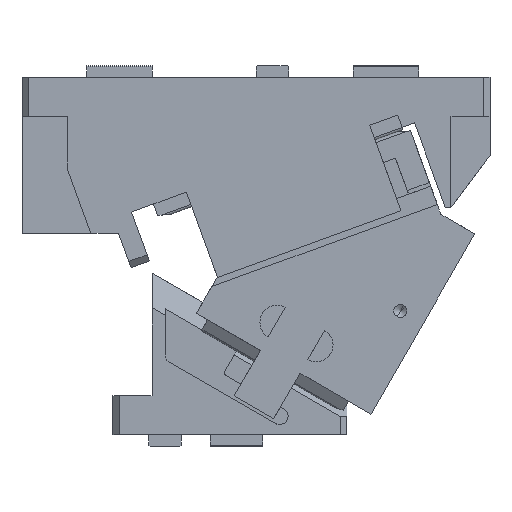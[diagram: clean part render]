
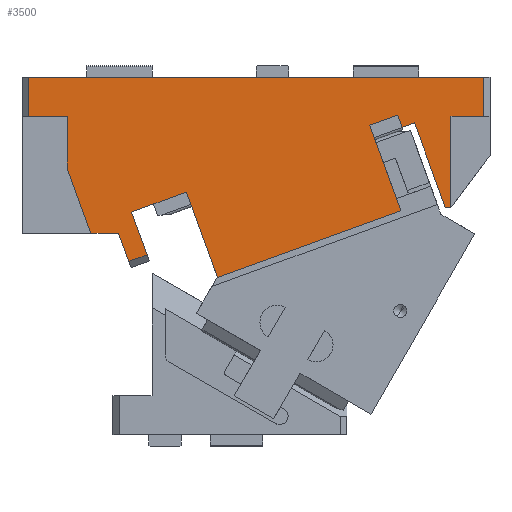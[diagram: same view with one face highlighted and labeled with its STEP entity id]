
A CAD part, front view. The second image highlights one B-rep face of the part: STEP entity #3500.
In plain terms, the highlighted planar face has unit normal (0, -1, 0).
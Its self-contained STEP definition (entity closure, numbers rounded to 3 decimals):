
#337=CARTESIAN_POINT('Vertex',(5.,-55.,0.)) ;
#340=CARTESIAN_POINT('Line Origine',(180.,-55.,0.)) ;
#344=CARTESIAN_POINT('Vertex',(355.,-55.,0.)) ;
#1437=CARTESIAN_POINT('Vertex',(35.,-55.,-70.654)) ;
#1440=CARTESIAN_POINT('Line Origine',(35.,-55.,-50.327)) ;
#1444=CARTESIAN_POINT('Vertex',(35.,-55.,-30.)) ;
#1468=CARTESIAN_POINT('Vertex',(5.,-55.,-30.)) ;
#1478=CARTESIAN_POINT('Line Origine',(20.,-55.,-30.)) ;
#1610=CARTESIAN_POINT('Line Origine',(5.,-55.,-15.)) ;
#2159=CARTESIAN_POINT('Line Origine',(355.,-55.,-15.)) ;
#2163=CARTESIAN_POINT('Vertex',(355.,-55.,-30.)) ;
#2194=CARTESIAN_POINT('Vertex',(330.,-55.,-100.)) ;
#2210=CARTESIAN_POINT('Vertex',(330.,-55.,-30.)) ;
#2213=CARTESIAN_POINT('Line Origine',(330.,-55.,-65.)) ;
#2673=CARTESIAN_POINT('Line Origine',(342.5,-55.,-30.)) ;
#2776=CARTESIAN_POINT('Line Origine',(327.78,-55.,-100.)) ;
#2780=CARTESIAN_POINT('Vertex',(325.56,-55.,-100.)) ;
#2808=CARTESIAN_POINT('Vertex',(301.936,-55.,-35.094)) ;
#2816=CARTESIAN_POINT('Line Origine',(313.748,-55.,-67.547)) ;
#2838=CARTESIAN_POINT('Line Origine',(297.237,-55.,-36.804)) ;
#2842=CARTESIAN_POINT('Vertex',(292.539,-55.,-38.514)) ;
#2859=CARTESIAN_POINT('Line Origine',(290.829,-55.,-33.816)) ;
#2863=CARTESIAN_POINT('Vertex',(289.119,-55.,-29.117)) ;
#2958=CARTESIAN_POINT('Vertex',(82.141,-55.,-141.697)) ;
#2961=CARTESIAN_POINT('Line Origine',(78.193,-55.,-130.849)) ;
#2965=CARTESIAN_POINT('Vertex',(74.244,-55.,-120.)) ;
#2998=CARTESIAN_POINT('Vertex',(96.236,-55.,-136.567)) ;
#3001=CARTESIAN_POINT('Line Origine',(89.189,-55.,-139.132)) ;
#3024=CARTESIAN_POINT('Vertex',(84.266,-55.,-103.678)) ;
#3027=CARTESIAN_POINT('Line Origine',(90.251,-55.,-120.122)) ;
#3051=CARTESIAN_POINT('Line Origine',(220.97,-55.,-128.414)) ;
#3055=CARTESIAN_POINT('Vertex',(291.447,-55.,-102.762)) ;
#3057=CARTESIAN_POINT('Vertex',(150.493,-55.,-154.065)) ;
#3135=CARTESIAN_POINT('Vertex',(267.506,-55.,-36.984)) ;
#3138=CARTESIAN_POINT('Line Origine',(279.477,-55.,-69.873)) ;
#3186=CARTESIAN_POINT('Line Origine',(138.523,-55.,-121.176)) ;
#3190=CARTESIAN_POINT('Vertex',(126.552,-55.,-88.287)) ;
#3421=CARTESIAN_POINT('Line Origine',(105.409,-55.,-95.982)) ;
#3436=CARTESIAN_POINT('Line Origine',(278.312,-55.,-33.05)) ;
#3460=CARTESIAN_POINT('Axis2P3D Location',(0.,-55.,0.)) ;
#3465=CARTESIAN_POINT('Line Origine',(43.98,-55.,-95.327)) ;
#3469=CARTESIAN_POINT('Vertex',(52.96,-55.,-120.)) ;
#3472=CARTESIAN_POINT('Line Origine',(63.602,-55.,-120.)) ;
#341=DIRECTION('Vector Direction',(1.,0.,0.)) ;
#1441=DIRECTION('Vector Direction',(0.,0.,-1.)) ;
#1479=DIRECTION('Vector Direction',(1.,0.,0.)) ;
#1611=DIRECTION('Vector Direction',(0.,0.,-1.)) ;
#2160=DIRECTION('Vector Direction',(0.,0.,-1.)) ;
#2214=DIRECTION('Vector Direction',(0.,0.,-1.)) ;
#2674=DIRECTION('Vector Direction',(-1.,0.,0.)) ;
#2777=DIRECTION('Vector Direction',(1.,0.,0.)) ;
#2817=DIRECTION('Vector Direction',(0.342,0.,-0.94)) ;
#2839=DIRECTION('Vector Direction',(0.94,0.,0.342)) ;
#2860=DIRECTION('Vector Direction',(0.342,0.,-0.94)) ;
#2962=DIRECTION('Vector Direction',(-0.342,0.,0.94)) ;
#3002=DIRECTION('Vector Direction',(0.94,0.,0.342)) ;
#3028=DIRECTION('Vector Direction',(-0.342,0.,0.94)) ;
#3052=DIRECTION('Vector Direction',(-0.94,0.,-0.342)) ;
#3139=DIRECTION('Vector Direction',(0.342,0.,-0.94)) ;
#3187=DIRECTION('Vector Direction',(-0.342,0.,0.94)) ;
#3422=DIRECTION('Vector Direction',(0.94,0.,0.342)) ;
#3437=DIRECTION('Vector Direction',(0.94,0.,0.342)) ;
#3461=DIRECTION('Axis2P3D Direction',(0.,-1.,0.)) ;
#3462=DIRECTION('Axis2P3D XDirection',(0.,0.,-1.)) ;
#3466=DIRECTION('Vector Direction',(-0.342,0.,0.94)) ;
#3473=DIRECTION('Vector Direction',(1.,0.,0.)) ;
#3463=AXIS2_PLACEMENT_3D('Plane Axis2P3D',#3460,#3461,#3462) ;
#3478=ORIENTED_EDGE('',*,*,#2217,.F.) ;
#3479=ORIENTED_EDGE('',*,*,#2677,.F.) ;
#3480=ORIENTED_EDGE('',*,*,#2165,.F.) ;
#3481=ORIENTED_EDGE('',*,*,#346,.F.) ;
#3482=ORIENTED_EDGE('',*,*,#1614,.T.) ;
#3483=ORIENTED_EDGE('',*,*,#1482,.T.) ;
#3484=ORIENTED_EDGE('',*,*,#1446,.T.) ;
#3485=ORIENTED_EDGE('',*,*,#3471,.F.) ;
#3486=ORIENTED_EDGE('',*,*,#3476,.T.) ;
#3487=ORIENTED_EDGE('',*,*,#2967,.F.) ;
#3488=ORIENTED_EDGE('',*,*,#3005,.T.) ;
#3489=ORIENTED_EDGE('',*,*,#3031,.T.) ;
#3490=ORIENTED_EDGE('',*,*,#3425,.T.) ;
#3491=ORIENTED_EDGE('',*,*,#3192,.F.) ;
#3492=ORIENTED_EDGE('',*,*,#3059,.F.) ;
#3493=ORIENTED_EDGE('',*,*,#3142,.F.) ;
#3494=ORIENTED_EDGE('',*,*,#3440,.T.) ;
#3495=ORIENTED_EDGE('',*,*,#2865,.T.) ;
#3496=ORIENTED_EDGE('',*,*,#2844,.T.) ;
#3497=ORIENTED_EDGE('',*,*,#2820,.T.) ;
#3498=ORIENTED_EDGE('',*,*,#2782,.T.) ;
#342=VECTOR('Line Direction',#341,1.) ;
#1442=VECTOR('Line Direction',#1441,1.) ;
#1480=VECTOR('Line Direction',#1479,1.) ;
#1612=VECTOR('Line Direction',#1611,1.) ;
#2161=VECTOR('Line Direction',#2160,1.) ;
#2215=VECTOR('Line Direction',#2214,1.) ;
#2675=VECTOR('Line Direction',#2674,1.) ;
#2778=VECTOR('Line Direction',#2777,1.) ;
#2818=VECTOR('Line Direction',#2817,1.) ;
#2840=VECTOR('Line Direction',#2839,1.) ;
#2861=VECTOR('Line Direction',#2860,1.) ;
#2963=VECTOR('Line Direction',#2962,1.) ;
#3003=VECTOR('Line Direction',#3002,1.) ;
#3029=VECTOR('Line Direction',#3028,1.) ;
#3053=VECTOR('Line Direction',#3052,1.) ;
#3140=VECTOR('Line Direction',#3139,1.) ;
#3188=VECTOR('Line Direction',#3187,1.) ;
#3423=VECTOR('Line Direction',#3422,1.) ;
#3438=VECTOR('Line Direction',#3437,1.) ;
#3467=VECTOR('Line Direction',#3466,1.) ;
#3474=VECTOR('Line Direction',#3473,1.) ;
#3500=ADVANCED_FACE('CAM HOLDER',(#3499),#3464,.T.) ;
#346=EDGE_CURVE('',#338,#345,#343,.T.) ;
#1446=EDGE_CURVE('',#1445,#1438,#1443,.T.) ;
#1482=EDGE_CURVE('',#1469,#1445,#1481,.T.) ;
#1614=EDGE_CURVE('',#338,#1469,#1613,.T.) ;
#2165=EDGE_CURVE('',#345,#2164,#2162,.T.) ;
#2217=EDGE_CURVE('',#2211,#2195,#2216,.T.) ;
#2677=EDGE_CURVE('',#2164,#2211,#2676,.T.) ;
#2782=EDGE_CURVE('',#2781,#2195,#2779,.T.) ;
#2820=EDGE_CURVE('',#2809,#2781,#2819,.T.) ;
#2844=EDGE_CURVE('',#2843,#2809,#2841,.T.) ;
#2865=EDGE_CURVE('',#2864,#2843,#2862,.T.) ;
#2967=EDGE_CURVE('',#2959,#2966,#2964,.T.) ;
#3005=EDGE_CURVE('',#2959,#2999,#3004,.T.) ;
#3031=EDGE_CURVE('',#2999,#3025,#3030,.T.) ;
#3059=EDGE_CURVE('',#3056,#3058,#3054,.T.) ;
#3142=EDGE_CURVE('',#3136,#3056,#3141,.T.) ;
#3192=EDGE_CURVE('',#3058,#3191,#3189,.T.) ;
#3425=EDGE_CURVE('',#3025,#3191,#3424,.T.) ;
#3440=EDGE_CURVE('',#3136,#2864,#3439,.T.) ;
#3471=EDGE_CURVE('',#3470,#1438,#3468,.T.) ;
#3476=EDGE_CURVE('',#3470,#2966,#3475,.T.) ;
#3477=EDGE_LOOP('',(#3478,#3479,#3480,#3481,#3482,#3483,#3484,#3485,#3486,#3487,#3488,#3489,#3490,#3491,#3492,#3493,#3494,#3495,#3496,#3497,#3498)) ;
#3499=FACE_OUTER_BOUND('',#3477,.T.) ;
#343=LINE('Line',#340,#342) ;
#1443=LINE('Line',#1440,#1442) ;
#1481=LINE('Line',#1478,#1480) ;
#1613=LINE('Line',#1610,#1612) ;
#2162=LINE('Line',#2159,#2161) ;
#2216=LINE('Line',#2213,#2215) ;
#2676=LINE('Line',#2673,#2675) ;
#2779=LINE('Line',#2776,#2778) ;
#2819=LINE('Line',#2816,#2818) ;
#2841=LINE('Line',#2838,#2840) ;
#2862=LINE('Line',#2859,#2861) ;
#2964=LINE('Line',#2961,#2963) ;
#3004=LINE('Line',#3001,#3003) ;
#3030=LINE('Line',#3027,#3029) ;
#3054=LINE('Line',#3051,#3053) ;
#3141=LINE('Line',#3138,#3140) ;
#3189=LINE('Line',#3186,#3188) ;
#3424=LINE('Line',#3421,#3423) ;
#3439=LINE('Line',#3436,#3438) ;
#3468=LINE('Line',#3465,#3467) ;
#3475=LINE('Line',#3472,#3474) ;
#3464=PLANE('Plane',#3463) ;
#338=VERTEX_POINT('',#337) ;
#345=VERTEX_POINT('',#344) ;
#1438=VERTEX_POINT('',#1437) ;
#1445=VERTEX_POINT('',#1444) ;
#1469=VERTEX_POINT('',#1468) ;
#2164=VERTEX_POINT('',#2163) ;
#2195=VERTEX_POINT('',#2194) ;
#2211=VERTEX_POINT('',#2210) ;
#2781=VERTEX_POINT('',#2780) ;
#2809=VERTEX_POINT('',#2808) ;
#2843=VERTEX_POINT('',#2842) ;
#2864=VERTEX_POINT('',#2863) ;
#2959=VERTEX_POINT('',#2958) ;
#2966=VERTEX_POINT('',#2965) ;
#2999=VERTEX_POINT('',#2998) ;
#3025=VERTEX_POINT('',#3024) ;
#3056=VERTEX_POINT('',#3055) ;
#3058=VERTEX_POINT('',#3057) ;
#3136=VERTEX_POINT('',#3135) ;
#3191=VERTEX_POINT('',#3190) ;
#3470=VERTEX_POINT('',#3469) ;
